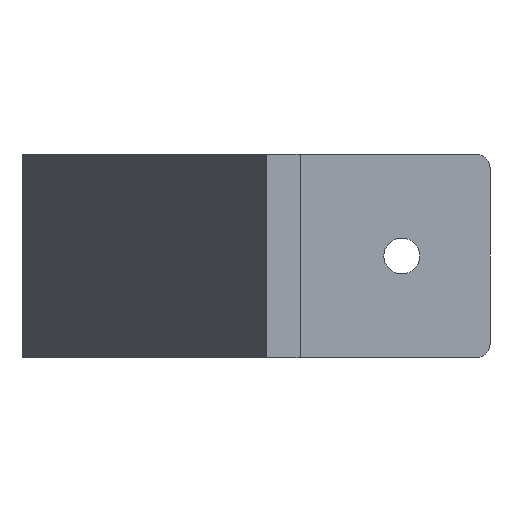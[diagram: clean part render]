
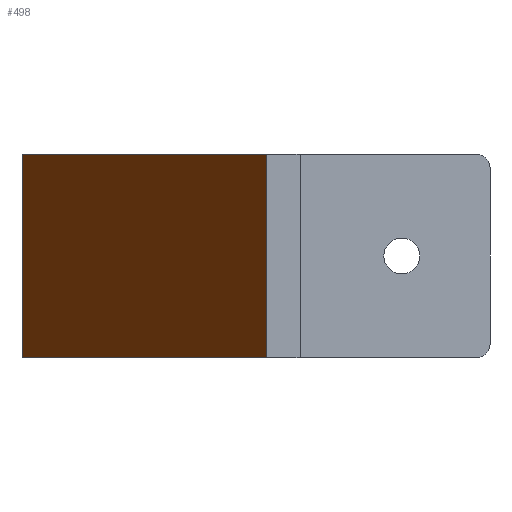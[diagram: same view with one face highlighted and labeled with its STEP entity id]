
A CAD part, front view. The second image highlights one B-rep face of the part: STEP entity #498.
In plain terms, the highlighted planar face has unit normal (-0.908, -0.419, 0).
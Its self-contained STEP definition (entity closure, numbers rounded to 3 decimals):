
#33=PLANE('',#545);
#60=FACE_OUTER_BOUND('',#89,.T.);
#89=EDGE_LOOP('',(#420,#421,#422,#423));
#141=LINE('',#785,#203);
#142=LINE('',#788,#204);
#143=LINE('',#790,#205);
#144=LINE('',#791,#206);
#203=VECTOR('',#646,10.);
#204=VECTOR('',#649,10.);
#205=VECTOR('',#650,10.);
#206=VECTOR('',#651,10.);
#261=VERTEX_POINT('',#781);
#262=VERTEX_POINT('',#783);
#263=VERTEX_POINT('',#787);
#264=VERTEX_POINT('',#789);
#321=EDGE_CURVE('',#261,#262,#141,.T.);
#322=EDGE_CURVE('',#261,#263,#142,.T.);
#323=EDGE_CURVE('',#264,#262,#143,.T.);
#324=EDGE_CURVE('',#263,#264,#144,.T.);
#420=ORIENTED_EDGE('',*,*,#322,.F.);
#421=ORIENTED_EDGE('',*,*,#321,.T.);
#422=ORIENTED_EDGE('',*,*,#323,.F.);
#423=ORIENTED_EDGE('',*,*,#324,.F.);
#498=ADVANCED_FACE('',(#60),#33,.T.);
#545=AXIS2_PLACEMENT_3D('',#786,#647,#648);
#646=DIRECTION('',(0.,0.,1.));
#647=DIRECTION('center_axis',(-0.908,-0.419,0.));
#648=DIRECTION('ref_axis',(0.419,-0.908,0.));
#649=DIRECTION('',(-0.419,0.908,0.));
#650=DIRECTION('',(0.419,-0.908,0.));
#651=DIRECTION('',(0.,0.,1.));
#781=CARTESIAN_POINT('',(30.,-105.,0.));
#783=CARTESIAN_POINT('',(30.,-105.,30.));
#785=CARTESIAN_POINT('',(30.,-105.,0.));
#786=CARTESIAN_POINT('Origin',(-6.,-27.,0.));
#787=CARTESIAN_POINT('',(-6.,-27.,0.));
#788=CARTESIAN_POINT('',(30.,-105.,0.));
#789=CARTESIAN_POINT('',(-6.,-27.,30.));
#790=CARTESIAN_POINT('',(30.,-105.,30.));
#791=CARTESIAN_POINT('',(-6.,-27.,0.));
